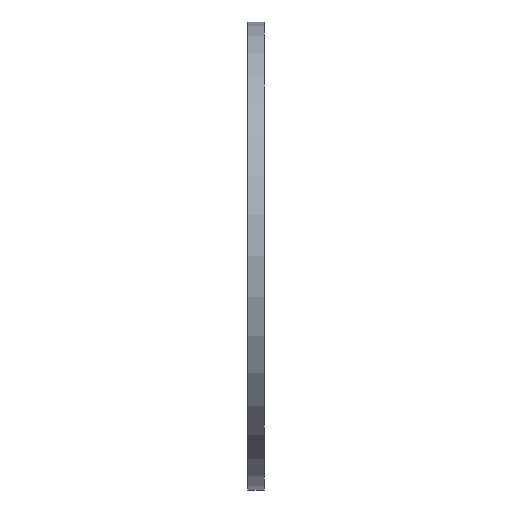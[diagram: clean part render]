
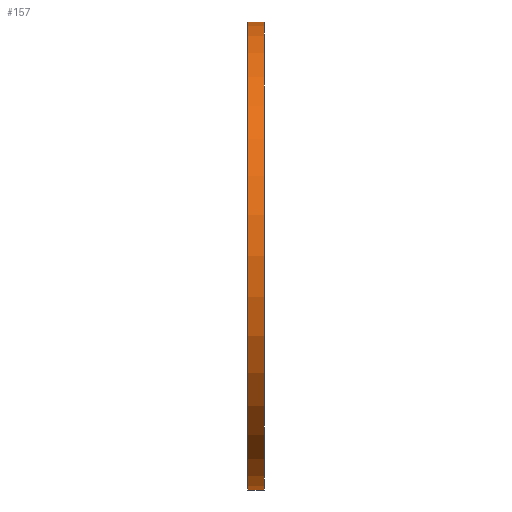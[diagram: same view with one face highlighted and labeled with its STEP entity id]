
A CAD part, left-side view. The second image highlights one B-rep face of the part: STEP entity #157.
In plain terms, the highlighted cylindrical face has radius 7 mm (diameter 14 mm), a partial arc.
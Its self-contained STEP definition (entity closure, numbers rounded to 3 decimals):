
#1 = LINE ( 'NONE', #439, #602 ) ;
#16 = CARTESIAN_POINT ( 'NONE',  ( 0., 0., 0. ) ) ;
#20 = CARTESIAN_POINT ( 'NONE',  ( 0., 0., -7. ) ) ;
#51 = CARTESIAN_POINT ( 'NONE',  ( 0., 0., -7. ) ) ;
#93 = DIRECTION ( 'NONE',  ( 0., 0., -1. ) ) ;
#117 = LINE ( 'NONE', #51, #558 ) ;
#123 = EDGE_LOOP ( 'NONE', ( #356, #660, #315, #287 ) ) ;
#153 = CIRCLE ( 'NONE', #663, 7. ) ;
#157 = ADVANCED_FACE ( 'NONE', ( #450 ), #628, .T. ) ;
#247 = EDGE_CURVE ( 'NONE', #401, #499, #117, .T. ) ;
#261 = AXIS2_PLACEMENT_3D ( 'NONE', #378, #448, #93 ) ;
#287 = ORIENTED_EDGE ( 'NONE', *, *, #574, .F. ) ;
#290 = CIRCLE ( 'NONE', #261, 7. ) ;
#301 = AXIS2_PLACEMENT_3D ( 'NONE', #16, #353, #432 ) ;
#315 = ORIENTED_EDGE ( 'NONE', *, *, #247, .T. ) ;
#353 = DIRECTION ( 'NONE',  ( 0., -1., 0. ) ) ;
#356 = ORIENTED_EDGE ( 'NONE', *, *, #710, .F. ) ;
#366 = VERTEX_POINT ( 'NONE', #576 ) ;
#370 = DIRECTION ( 'NONE',  ( 0., -1., 0. ) ) ;
#375 = DIRECTION ( 'NONE',  ( 0., -1., 0. ) ) ;
#378 = CARTESIAN_POINT ( 'NONE',  ( 0., 0.5, 0. ) ) ;
#401 = VERTEX_POINT ( 'NONE', #490 ) ;
#432 = DIRECTION ( 'NONE',  ( 0., 0., -1. ) ) ;
#439 = CARTESIAN_POINT ( 'NONE',  ( 0., 0., 7. ) ) ;
#440 = DIRECTION ( 'NONE',  ( 0., 0., -1. ) ) ;
#448 = DIRECTION ( 'NONE',  ( 0., -1., 0. ) ) ;
#450 = FACE_OUTER_BOUND ( 'NONE', #123, .T. ) ;
#490 = CARTESIAN_POINT ( 'NONE',  ( 0., 0.5, -7. ) ) ;
#499 = VERTEX_POINT ( 'NONE', #20 ) ;
#558 = VECTOR ( 'NONE', #618, 1000. ) ;
#574 = EDGE_CURVE ( 'NONE', #670, #499, #153, .T. ) ;
#576 = CARTESIAN_POINT ( 'NONE',  ( 0., 0.5, 7. ) ) ;
#602 = VECTOR ( 'NONE', #375, 1000. ) ;
#617 = EDGE_CURVE ( 'NONE', #366, #401, #290, .T. ) ;
#618 = DIRECTION ( 'NONE',  ( 0., -1., 0. ) ) ;
#628 = CYLINDRICAL_SURFACE ( 'NONE', #301, 7. ) ;
#647 = CARTESIAN_POINT ( 'NONE',  ( 0., 0., 0. ) ) ;
#660 = ORIENTED_EDGE ( 'NONE', *, *, #617, .T. ) ;
#663 = AXIS2_PLACEMENT_3D ( 'NONE', #647, #370, #440 ) ;
#670 = VERTEX_POINT ( 'NONE', #699 ) ;
#699 = CARTESIAN_POINT ( 'NONE',  ( 0., 0., 7. ) ) ;
#710 = EDGE_CURVE ( 'NONE', #366, #670, #1, .T. ) ;
